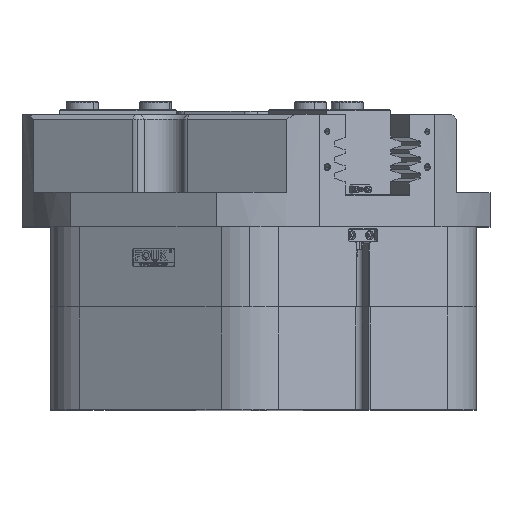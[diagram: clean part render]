
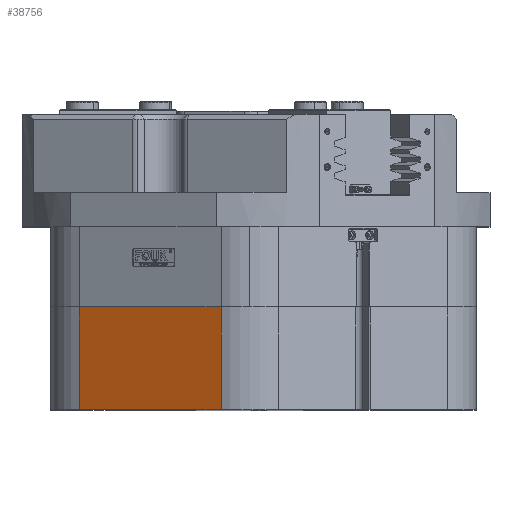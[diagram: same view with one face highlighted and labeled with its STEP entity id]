
A CAD part, top view. The second image highlights one B-rep face of the part: STEP entity #38756.
In plain terms, the highlighted face is planar.
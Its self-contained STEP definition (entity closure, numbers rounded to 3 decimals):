
#1801 = VERTEX_POINT ( 'NONE', #46714 ) ;
#2185 = VERTEX_POINT ( 'NONE', #47671 ) ;
#4932 = CARTESIAN_POINT ( 'NONE',  ( 95., 0., -164.545 ) ) ;
#5203 = EDGE_CURVE ( 'NONE', #31811, #1801, #29966, .T. ) ;
#5566 = DIRECTION ( 'NONE',  ( -0.866, 0., -0.5 ) ) ;
#7170 = CARTESIAN_POINT ( 'NONE',  ( 380., 0., 0. ) ) ;
#8045 = CARTESIAN_POINT ( 'NONE',  ( 157., 90., -128.749 ) ) ;
#10163 = EDGE_CURVE ( 'NONE', #24308, #1801, #26161, .T. ) ;
#10275 = CARTESIAN_POINT ( 'NONE',  ( 33., 0., -200.341 ) ) ;
#10292 = CARTESIAN_POINT ( 'NONE',  ( 157., 0., -128.749 ) ) ;
#11679 = VECTOR ( 'NONE', #28737, 1000. ) ;
#14414 = DIRECTION ( 'NONE',  ( -0.866, 0., -0.5 ) ) ;
#15007 = VECTOR ( 'NONE', #17913, 1000. ) ;
#16006 = LINE ( 'NONE', #4932, #32763 ) ;
#17322 = ORIENTED_EDGE ( 'NONE', *, *, #10163, .T. ) ;
#17913 = DIRECTION ( 'NONE',  ( 0., -1., 0. ) ) ;
#18275 = DIRECTION ( 'NONE',  ( -0.866, 0., -0.5 ) ) ;
#19594 = FACE_OUTER_BOUND ( 'NONE', #40675, .T. ) ;
#23405 = ORIENTED_EDGE ( 'NONE', *, *, #29305, .T. ) ;
#24308 = VERTEX_POINT ( 'NONE', #46132 ) ;
#25282 = DIRECTION ( 'NONE',  ( 0.5, 0., -0.866 ) ) ;
#26161 = LINE ( 'NONE', #10275, #11679 ) ;
#28015 = ORIENTED_EDGE ( 'NONE', *, *, #36256, .T. ) ;
#28737 = DIRECTION ( 'NONE',  ( 0., 1., 0. ) ) ;
#29305 = EDGE_CURVE ( 'NONE', #31811, #2185, #33527, .T. ) ;
#29966 = LINE ( 'NONE', #32962, #34583 ) ;
#31653 = AXIS2_PLACEMENT_3D ( 'NONE', #7170, #25282, #14414 ) ;
#31811 = VERTEX_POINT ( 'NONE', #8045 ) ;
#32539 = PLANE ( 'NONE',  #31653 ) ;
#32763 = VECTOR ( 'NONE', #5566, 1000. ) ;
#32962 = CARTESIAN_POINT ( 'NONE',  ( 380., 90., 0. ) ) ;
#33527 = LINE ( 'NONE', #10292, #15007 ) ;
#34583 = VECTOR ( 'NONE', #18275, 1000. ) ;
#36256 = EDGE_CURVE ( 'NONE', #2185, #24308, #16006, .T. ) ;
#38756 = ADVANCED_FACE ( 'NONE', ( #19594 ), #32539, .T. ) ;
#40675 = EDGE_LOOP ( 'NONE', ( #46072, #23405, #28015, #17322 ) ) ;
#46072 = ORIENTED_EDGE ( 'NONE', *, *, #5203, .F. ) ;
#46132 = CARTESIAN_POINT ( 'NONE',  ( 33., 0., -200.341 ) ) ;
#46714 = CARTESIAN_POINT ( 'NONE',  ( 33., 90., -200.341 ) ) ;
#47671 = CARTESIAN_POINT ( 'NONE',  ( 157., 0., -128.749 ) ) ;
